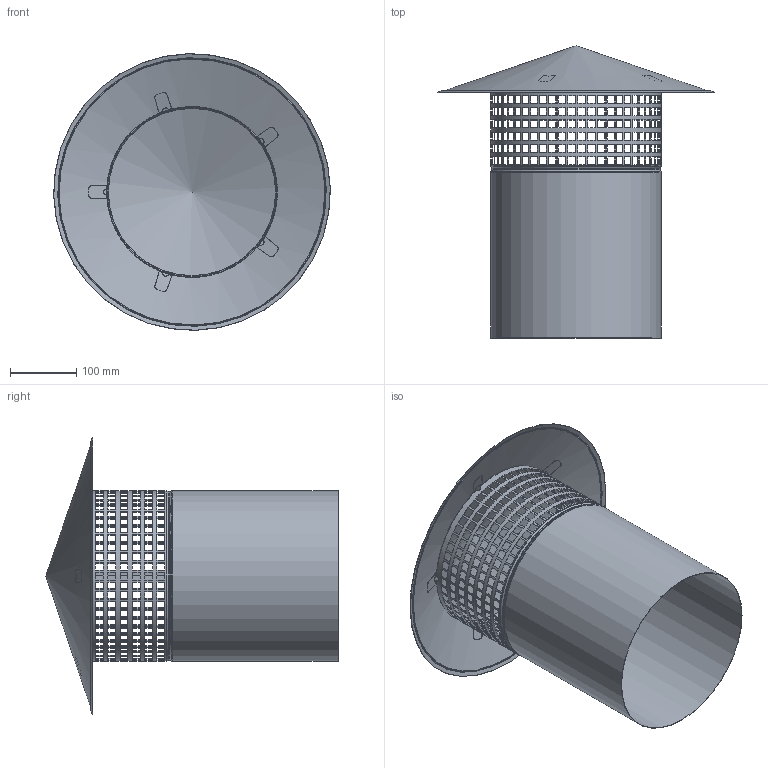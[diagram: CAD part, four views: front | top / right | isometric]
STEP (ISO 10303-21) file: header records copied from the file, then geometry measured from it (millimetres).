
FILE_DESCRIPTION(/* description */ ('Takhatt'),/* implementation_level */ '2;1');
FILE_NAME(/* name */ 'ND10007.stp',/* time_stamp */ '2016-11-28T12:23:29+01:00',/* author */ ('CAD'),/* organization */ (''),/* preprocessor_version */ 'ST-DEVELOPER v16.5',/* originating_system */ 'Autodesk Inventor 2017',/* authorisation */ '');
FILE_SCHEMA (('AUTOMOTIVE_DESIGN { 1 0 10303 214 3 1 1 }'));
Length unit declared in the file: millimetre
Products named in the file (3): HTHR-06; HTHR-AB-05; HTH-BB-02
Assembly tree (2 placements, depth 2):
  HTHR-06
    HTHR-AB-05
    HTH-BB-02
Bounding box: 416.89 x 440.2 x 416.89 mm (x, y, z)
Volume: 261223.6 mm3; surface area: 835753 mm2
Topology: 2 solids, 2 shells, 1703 faces, 4991 edges, 3280 vertices
Faces by surface type: plane 1549, bspline 70, torus 32, cylinder 26, cone 26
Entity records: 61403 total; most frequent: CARTESIAN_POINT 11854, ORIENTED_EDGE 9956, DIRECTION 9784, EDGE_CURVE 4978, AXIS2_PLACEMENT_3D 3308, VERTEX_POINT 3278, LINE 3168, VECTOR 3168
